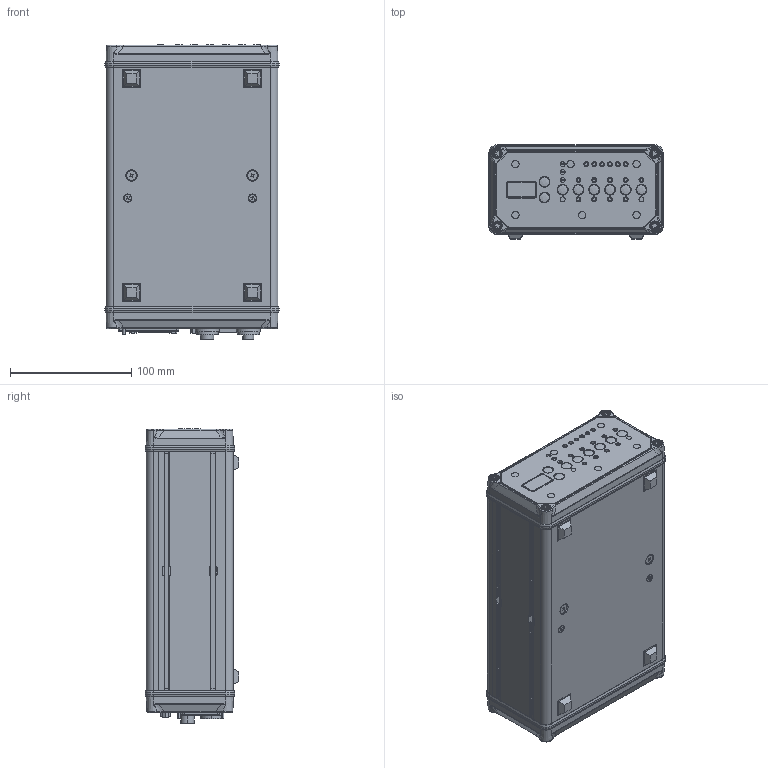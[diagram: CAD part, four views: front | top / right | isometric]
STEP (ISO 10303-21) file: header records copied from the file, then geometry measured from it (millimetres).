
FILE_DESCRIPTION (( 'STEP AP203' ), '1' );
FILE_NAME ('i-Speed3_U1051001.STEP', '2018-03-20T04:28:12', ( '' ), ( '' ), 'SwSTEP 2.0', 'SolidWorks 2013', '' );
FILE_SCHEMA (( 'CONFIG_CONTROL_DESIGN' ));
Products named in the file (1): i-Speed3_U1051001
Bounding box: 144 x 77.5 x 243.09 mm (x, y, z)
Surface area: 156259.4 mm2 (no closed solid volume)
Topology: 0 solids, 61 shells, 1014 faces, 3098 edges, 2113 vertices
Faces by surface type: plane 520, cylinder 289, bspline 136, cone 69
Entity records: 47441 total; most frequent: CARTESIAN_POINT 21423, ORIENTED_EDGE 5038, DIRECTION 4952, EDGE_CURVE 3054, VERTEX_POINT 2115, LINE 1876, VECTOR 1876, AXIS2_PLACEMENT_3D 1538
